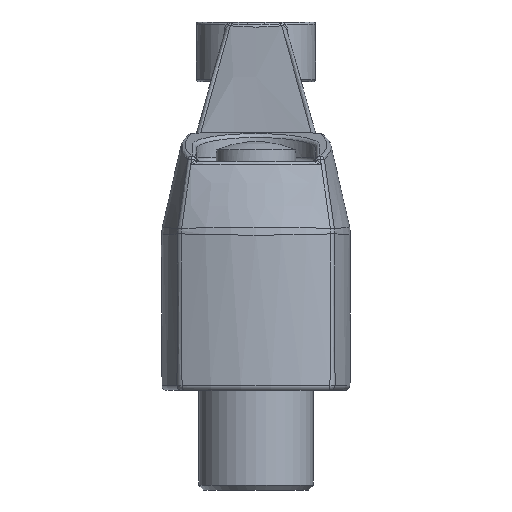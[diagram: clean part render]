
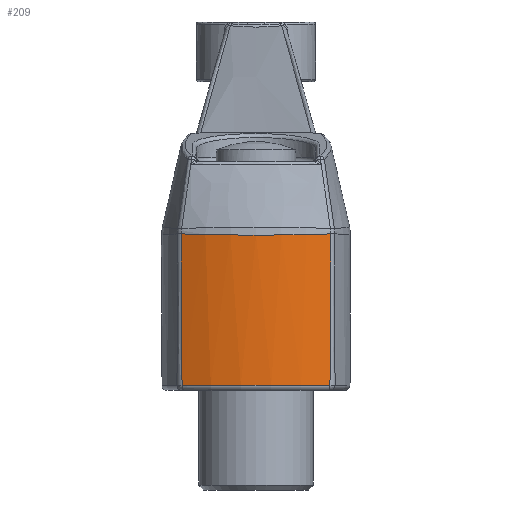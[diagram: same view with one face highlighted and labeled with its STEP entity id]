
A CAD part, left-side view. The second image highlights one B-rep face of the part: STEP entity #209.
In plain terms, the highlighted cylindrical face has radius 18.43 mm (diameter 36.859 mm), a partial arc.
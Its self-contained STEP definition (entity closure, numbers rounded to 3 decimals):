
#209 = ADVANCED_FACE( '', ( #537 ), #538, .T. );
#537 = FACE_OUTER_BOUND( '', #1631, .T. );
#538 = CYLINDRICAL_SURFACE( '', #1632, 18.429 );
#1631 = EDGE_LOOP( '', ( #10367, #10368, #10369, #10370 ) );
#1632 = AXIS2_PLACEMENT_3D( '', #10371, #10372, #10373 );
#10367 = ORIENTED_EDGE( '', *, *, #11300, .T. );
#10368 = ORIENTED_EDGE( '', *, *, #11283, .T. );
#10369 = ORIENTED_EDGE( '', *, *, #11301, .T. );
#10370 = ORIENTED_EDGE( '', *, *, #11302, .T. );
#10371 = CARTESIAN_POINT( '', ( 8.929, 0., 0. ) );
#10372 = DIRECTION( '', ( 0., 0., 1. ) );
#10373 = DIRECTION( '', ( -1., 0., 0. ) );
#11283 = EDGE_CURVE( '', #11795, #11800, #11802, .F. );
#11300 = EDGE_CURVE( '', #11804, #11795, #11828, .T. );
#11301 = EDGE_CURVE( '', #11800, #11688, #11829, .T. );
#11302 = EDGE_CURVE( '', #11688, #11804, #11830, .T. );
#11688 = VERTEX_POINT( '', #12502 );
#11795 = VERTEX_POINT( '', #12981 );
#11800 = VERTEX_POINT( '', #12991 );
#11802 = CIRCLE( '', #12998, 18.429 );
#11804 = VERTEX_POINT( '', #13000 );
#11828 = B_SPLINE_CURVE_WITH_KNOTS( '', 3, ( #13130, #13131, #13132, #13133, #13134, #13135, #13136, #13137 ), .UNSPECIFIED., .F., .F., ( 4, 1, 1, 1, 1, 4 ), ( 0., 0.156, 0.324, 0.504, 0.705, 0.975 ), .UNSPECIFIED. );
#11829 = B_SPLINE_CURVE_WITH_KNOTS( '', 3, ( #13138, #13139, #13140, #13141, #13142, #13143, #13144 ), .UNSPECIFIED., .F., .F., ( 4, 1, 1, 1, 4 ), ( 0.025, 0.295, 0.496, 0.762, 1. ), .UNSPECIFIED. );
#11830 = B_SPLINE_CURVE_WITH_KNOTS( '', 3, ( #13145, #13146, #13147, #13148, #13149, #13150, #13151, #13152, #13153, #13154, #13155, #13156, #13157, #13158, #13159, #13160, #13161, #13162, #13163, #13164, #13165, #13166, #13167, #13168, #13169, #13170, #13171, #13172, #13173, #13174, #13175, #13176, #13177, #13178, #13179, #13180, #13181, #13182, #13183, #13184, #13185, #13186, #13187, #13188, #13189, #13190, #13191, #13192, #13193, #13194, #13195, #13196, #13197, #13198, #13199, #13200 ), .UNSPECIFIED., .F., .F., ( 4, 2, 1, 1, 2, 2, 2, 2, 1, 2, 2, 2, 2, 2, 2, 2, 1, 2, 2, 2, 2, 2, 2, 1, 1, 2, 2, 2, 2, 2, 4 ), ( 0., 0.001, 0.001, 0.001, 0.002, 0.002, 0.002, 0.003, 0.003, 0.003, 0.004, 0.005, 0.006, 0.007, 0.008, 0.008, 0.009, 0.009, 0.01, 0.011, 0.011, 0.012, 0.012, 0.012, 0.012, 0.013, 0.013, 0.014, 0.015, 0.015, 0.016 ), .UNSPECIFIED. );
#12502 = CARTESIAN_POINT( '', ( -7.905, -7.5, 15.719 ) );
#12981 = CARTESIAN_POINT( '', ( -7.936, 7.429, 0.5 ) );
#12991 = CARTESIAN_POINT( '', ( -7.936, -7.429, 0.5 ) );
#12998 = AXIS2_PLACEMENT_3D( '', #16709, #16710, #16711 );
#13000 = CARTESIAN_POINT( '', ( -7.905, 7.5, 15.719 ) );
#13130 = CARTESIAN_POINT( '', ( -7.905, 7.5, 15.719 ) );
#13131 = CARTESIAN_POINT( '', ( -7.905, 7.499, 14.908 ) );
#13132 = CARTESIAN_POINT( '', ( -7.906, 7.498, 13.224 ) );
#13133 = CARTESIAN_POINT( '', ( -7.909, 7.49, 10.604 ) );
#13134 = CARTESIAN_POINT( '', ( -7.915, 7.477, 7.745 ) );
#13135 = CARTESIAN_POINT( '', ( -7.924, 7.456, 4.357 ) );
#13136 = CARTESIAN_POINT( '', ( -7.932, 7.439, 1.903 ) );
#13137 = CARTESIAN_POINT( '', ( -7.936, 7.429, 0.5 ) );
#13138 = CARTESIAN_POINT( '', ( -7.936, -7.429, 0.5 ) );
#13139 = CARTESIAN_POINT( '', ( -7.932, -7.439, 1.903 ) );
#13140 = CARTESIAN_POINT( '', ( -7.924, -7.456, 4.356 ) );
#13141 = CARTESIAN_POINT( '', ( -7.914, -7.48, 8.19 ) );
#13142 = CARTESIAN_POINT( '', ( -7.907, -7.496, 11.859 ) );
#13143 = CARTESIAN_POINT( '', ( -7.906, -7.499, 14.479 ) );
#13144 = CARTESIAN_POINT( '', ( -7.905, -7.5, 15.719 ) );
#13145 = CARTESIAN_POINT( '', ( -7.905, -7.5, 15.719 ) );
#13146 = CARTESIAN_POINT( '', ( -7.938, -7.426, 15.717 ) );
#13147 = CARTESIAN_POINT( '', ( -7.97, -7.352, 15.714 ) );
#13148 = CARTESIAN_POINT( '', ( -8.034, -7.203, 15.71 ) );
#13149 = CARTESIAN_POINT( '', ( -8.128, -6.98, 15.703 ) );
#13150 = CARTESIAN_POINT( '', ( -8.278, -6.605, 15.692 ) );
#13151 = CARTESIAN_POINT( '', ( -8.39, -6.303, 15.683 ) );
#13152 = CARTESIAN_POINT( '', ( -8.497, -5.998, 15.675 ) );
#13153 = CARTESIAN_POINT( '', ( -8.549, -5.845, 15.671 ) );
#13154 = CARTESIAN_POINT( '', ( -8.624, -5.615, 15.666 ) );
#13155 = CARTESIAN_POINT( '', ( -8.648, -5.538, 15.664 ) );
#13156 = CARTESIAN_POINT( '', ( -8.684, -5.422, 15.661 ) );
#13157 = CARTESIAN_POINT( '', ( -8.696, -5.383, 15.66 ) );
#13158 = CARTESIAN_POINT( '', ( -8.72, -5.306, 15.658 ) );
#13159 = CARTESIAN_POINT( '', ( -8.778, -5.113, 15.654 ) );
#13160 = CARTESIAN_POINT( '', ( -8.832, -4.919, 15.65 ) );
#13161 = CARTESIAN_POINT( '', ( -8.957, -4.452, 15.64 ) );
#13162 = CARTESIAN_POINT( '', ( -9.032, -4.14, 15.635 ) );
#13163 = CARTESIAN_POINT( '', ( -9.165, -3.513, 15.625 ) );
#13164 = CARTESIAN_POINT( '', ( -9.223, -3.198, 15.62 ) );
#13165 = CARTESIAN_POINT( '', ( -9.323, -2.566, 15.613 ) );
#13166 = CARTESIAN_POINT( '', ( -9.365, -2.249, 15.61 ) );
#13167 = CARTESIAN_POINT( '', ( -9.432, -1.612, 15.604 ) );
#13168 = CARTESIAN_POINT( '', ( -9.457, -1.293, 15.602 ) );
#13169 = CARTESIAN_POINT( '', ( -9.491, -0.651, 15.6 ) );
#13170 = CARTESIAN_POINT( '', ( -9.5, -0.329, 15.599 ) );
#13171 = CARTESIAN_POINT( '', ( -9.5, 0.075, 15.599 ) );
#13172 = CARTESIAN_POINT( '', ( -9.5, 0.156, 15.599 ) );
#13173 = CARTESIAN_POINT( '', ( -9.497, 0.318, 15.599 ) );
#13174 = CARTESIAN_POINT( '', ( -9.493, 0.56, 15.6 ) );
#13175 = CARTESIAN_POINT( '', ( -9.483, 0.801, 15.601 ) );
#13176 = CARTESIAN_POINT( '', ( -9.458, 1.284, 15.602 ) );
#13177 = CARTESIAN_POINT( '', ( -9.433, 1.605, 15.604 ) );
#13178 = CARTESIAN_POINT( '', ( -9.366, 2.244, 15.609 ) );
#13179 = CARTESIAN_POINT( '', ( -9.324, 2.563, 15.613 ) );
#13180 = CARTESIAN_POINT( '', ( -9.248, 3.04, 15.618 ) );
#13181 = CARTESIAN_POINT( '', ( -9.221, 3.199, 15.621 ) );
#13182 = CARTESIAN_POINT( '', ( -9.162, 3.516, 15.625 ) );
#13183 = CARTESIAN_POINT( '', ( -9.131, 3.674, 15.627 ) );
#13184 = CARTESIAN_POINT( '', ( -9.089, 3.872, 15.631 ) );
#13185 = CARTESIAN_POINT( '', ( -9.08, 3.912, 15.631 ) );
#13186 = CARTESIAN_POINT( '', ( -9.063, 3.991, 15.633 ) );
#13187 = CARTESIAN_POINT( '', ( -9.036, 4.109, 15.634 ) );
#13188 = CARTESIAN_POINT( '', ( -8.972, 4.384, 15.639 ) );
#13189 = CARTESIAN_POINT( '', ( -8.913, 4.618, 15.644 ) );
#13190 = CARTESIAN_POINT( '', ( -8.829, 4.929, 15.65 ) );
#13191 = CARTESIAN_POINT( '', ( -8.786, 5.084, 15.653 ) );
#13192 = CARTESIAN_POINT( '', ( -8.694, 5.392, 15.66 ) );
#13193 = CARTESIAN_POINT( '', ( -8.647, 5.546, 15.664 ) );
#13194 = CARTESIAN_POINT( '', ( -8.497, 6.004, 15.675 ) );
#13195 = CARTESIAN_POINT( '', ( -8.39, 6.307, 15.683 ) );
#13196 = CARTESIAN_POINT( '', ( -8.217, 6.757, 15.696 ) );
#13197 = CARTESIAN_POINT( '', ( -8.158, 6.907, 15.701 ) );
#13198 = CARTESIAN_POINT( '', ( -8.034, 7.204, 15.71 ) );
#13199 = CARTESIAN_POINT( '', ( -7.971, 7.352, 15.715 ) );
#13200 = CARTESIAN_POINT( '', ( -7.905, 7.5, 15.719 ) );
#16709 = CARTESIAN_POINT( '', ( 8.929, 0., 0.5 ) );
#16710 = DIRECTION( '', ( 0., 0., -1. ) );
#16711 = DIRECTION( '', ( -1., 0., 0. ) );
